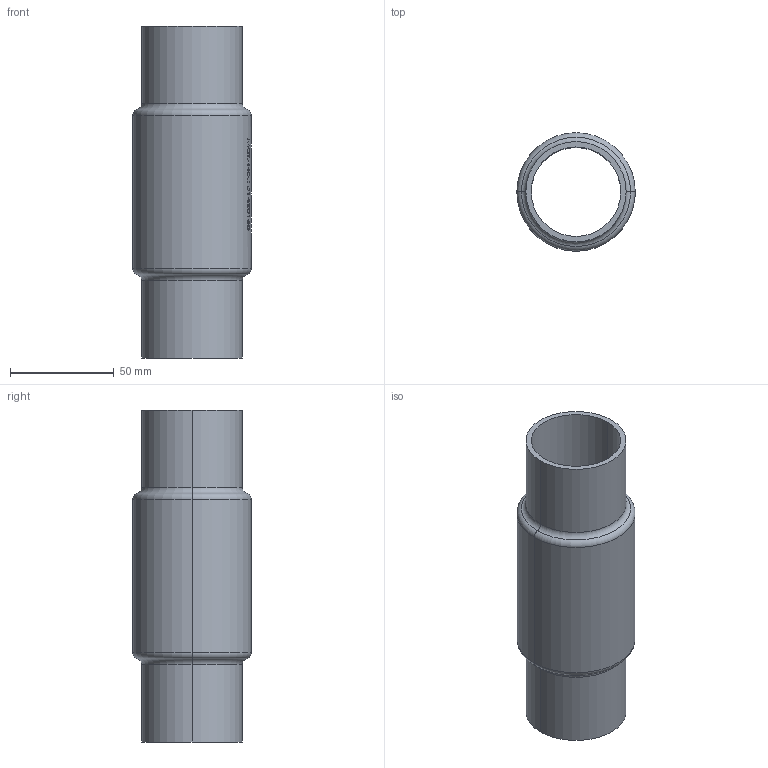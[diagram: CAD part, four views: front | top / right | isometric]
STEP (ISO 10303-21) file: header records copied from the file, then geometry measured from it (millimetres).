
FILE_DESCRIPTION (( 'STEP AP214' ), '1' );
FILE_NAME ('7110000_DN040_ PN25_51420168.STEP', '2022-03-03T10:34:29', ( 'axxx' ), ( 'Hewlett-Packard Company' ), 'SwSTEP 2.0', 'SolidWorks 2019', '' );
FILE_SCHEMA (( 'AUTOMOTIVE_DESIGN' ));
Length unit declared in the file: millimetre
Products named in the file (1): 7110000_DN040_ PN25_51420168
Bounding box: 57 x 57 x 160 mm (x, y, z)
Volume: 116467 mm3; surface area: 52545.1 mm2
Topology: 1 solids, 1 shells, 514 faces, 1380 edges, 916 vertices
Faces by surface type: plane 246, bspline 219, cylinder 41, torus 8
Entity records: 28457 total; most frequent: CARTESIAN_POINT 17167, ORIENTED_EDGE 2760, DIRECTION 1558, EDGE_CURVE 1380, VERTEX_POINT 916, LINE 750, VECTOR 750, EDGE_LOOP 564
